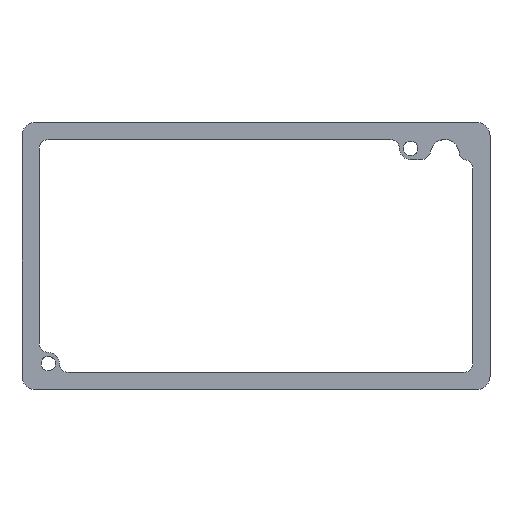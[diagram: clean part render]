
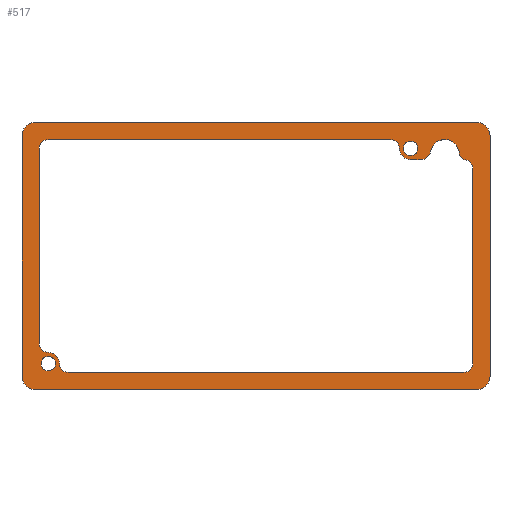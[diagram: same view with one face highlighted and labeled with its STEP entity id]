
A CAD part, top view. The second image highlights one B-rep face of the part: STEP entity #517.
In plain terms, the highlighted planar face has unit normal (0, 0, 1).
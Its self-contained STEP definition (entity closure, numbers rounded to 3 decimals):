
#18=FACE_BOUND('',#70,.T.);
#19=FACE_BOUND('',#71,.T.);
#20=FACE_BOUND('',#72,.T.);
#24=PLANE('',#567);
#38=FACE_OUTER_BOUND('',#69,.T.);
#69=EDGE_LOOP('',(#382,#383,#384,#385,#386,#387,#388,#389));
#70=EDGE_LOOP('',(#390,#391,#392,#393,#394,#395,#396,#397,#398,#399,#400,
#401,#402,#403,#404,#405));
#71=EDGE_LOOP('',(#406));
#72=EDGE_LOOP('',(#407));
#111=LINE('',#846,#153);
#112=LINE('',#850,#154);
#113=LINE('',#854,#155);
#114=LINE('',#857,#156);
#115=LINE('',#861,#157);
#116=LINE('',#865,#158);
#117=LINE('',#873,#159);
#118=LINE('',#877,#160);
#119=LINE('',#882,#161);
#153=VECTOR('',#672,99.);
#154=VECTOR('',#675,54.);
#155=VECTOR('',#678,99.);
#156=VECTOR('',#681,54.);
#157=VECTOR('',#684,43.76);
#158=VECTOR('',#687,88.71);
#159=VECTOR('',#694,43.76);
#160=VECTOR('',#697,76.78);
#161=VECTOR('',#702,2.398);
#183=CIRCLE('',#545,2.1);
#185=CIRCLE('',#548,3.25);
#201=CIRCLE('',#566,2.1);
#202=CIRCLE('',#568,3.);
#203=CIRCLE('',#569,3.);
#204=CIRCLE('',#570,3.);
#205=CIRCLE('',#571,3.);
#206=CIRCLE('',#572,2.);
#207=CIRCLE('',#573,2.);
#208=CIRCLE('',#574,2.);
#209=CIRCLE('',#575,2.5);
#210=CIRCLE('',#576,2.);
#211=CIRCLE('',#577,2.);
#212=CIRCLE('',#578,2.);
#213=CIRCLE('',#579,2.5);
#214=CIRCLE('',#580,1.625);
#215=CIRCLE('',#581,1.625);
#218=VERTEX_POINT('',#778);
#219=VERTEX_POINT('',#780);
#221=VERTEX_POINT('',#786);
#245=VERTEX_POINT('',#838);
#246=VERTEX_POINT('',#842);
#247=VERTEX_POINT('',#843);
#248=VERTEX_POINT('',#845);
#249=VERTEX_POINT('',#847);
#250=VERTEX_POINT('',#849);
#251=VERTEX_POINT('',#851);
#252=VERTEX_POINT('',#853);
#253=VERTEX_POINT('',#855);
#254=VERTEX_POINT('',#858);
#255=VERTEX_POINT('',#860);
#256=VERTEX_POINT('',#862);
#257=VERTEX_POINT('',#864);
#258=VERTEX_POINT('',#866);
#259=VERTEX_POINT('',#868);
#260=VERTEX_POINT('',#870);
#261=VERTEX_POINT('',#872);
#262=VERTEX_POINT('',#874);
#263=VERTEX_POINT('',#876);
#264=VERTEX_POINT('',#878);
#265=VERTEX_POINT('',#880);
#266=VERTEX_POINT('',#883);
#267=VERTEX_POINT('',#885);
#270=EDGE_CURVE('',#218,#219,#183,.T.);
#274=EDGE_CURVE('',#221,#218,#185,.T.);
#299=EDGE_CURVE('',#245,#221,#201,.T.);
#301=EDGE_CURVE('',#246,#247,#202,.T.);
#302=EDGE_CURVE('',#248,#246,#111,.T.);
#303=EDGE_CURVE('',#249,#248,#203,.T.);
#304=EDGE_CURVE('',#250,#249,#112,.T.);
#305=EDGE_CURVE('',#251,#250,#204,.T.);
#306=EDGE_CURVE('',#252,#251,#113,.T.);
#307=EDGE_CURVE('',#253,#252,#205,.T.);
#308=EDGE_CURVE('',#247,#253,#114,.T.);
#309=EDGE_CURVE('',#245,#254,#206,.T.);
#310=EDGE_CURVE('',#254,#255,#115,.T.);
#311=EDGE_CURVE('',#255,#256,#207,.T.);
#312=EDGE_CURVE('',#256,#257,#116,.T.);
#313=EDGE_CURVE('',#257,#258,#208,.T.);
#314=EDGE_CURVE('',#258,#259,#209,.T.);
#315=EDGE_CURVE('',#259,#260,#210,.T.);
#316=EDGE_CURVE('',#260,#261,#117,.T.);
#317=EDGE_CURVE('',#262,#261,#211,.T.);
#318=EDGE_CURVE('',#262,#263,#118,.T.);
#319=EDGE_CURVE('',#263,#264,#212,.T.);
#320=EDGE_CURVE('',#264,#265,#213,.T.);
#321=EDGE_CURVE('',#265,#219,#119,.T.);
#322=EDGE_CURVE('',#266,#266,#214,.T.);
#323=EDGE_CURVE('',#267,#267,#215,.T.);
#382=ORIENTED_EDGE('',*,*,#301,.F.);
#383=ORIENTED_EDGE('',*,*,#302,.F.);
#384=ORIENTED_EDGE('',*,*,#303,.F.);
#385=ORIENTED_EDGE('',*,*,#304,.F.);
#386=ORIENTED_EDGE('',*,*,#305,.F.);
#387=ORIENTED_EDGE('',*,*,#306,.F.);
#388=ORIENTED_EDGE('',*,*,#307,.F.);
#389=ORIENTED_EDGE('',*,*,#308,.F.);
#390=ORIENTED_EDGE('',*,*,#270,.F.);
#391=ORIENTED_EDGE('',*,*,#274,.F.);
#392=ORIENTED_EDGE('',*,*,#299,.F.);
#393=ORIENTED_EDGE('',*,*,#309,.T.);
#394=ORIENTED_EDGE('',*,*,#310,.T.);
#395=ORIENTED_EDGE('',*,*,#311,.T.);
#396=ORIENTED_EDGE('',*,*,#312,.T.);
#397=ORIENTED_EDGE('',*,*,#313,.T.);
#398=ORIENTED_EDGE('',*,*,#314,.T.);
#399=ORIENTED_EDGE('',*,*,#315,.T.);
#400=ORIENTED_EDGE('',*,*,#316,.T.);
#401=ORIENTED_EDGE('',*,*,#317,.F.);
#402=ORIENTED_EDGE('',*,*,#318,.T.);
#403=ORIENTED_EDGE('',*,*,#319,.T.);
#404=ORIENTED_EDGE('',*,*,#320,.T.);
#405=ORIENTED_EDGE('',*,*,#321,.T.);
#406=ORIENTED_EDGE('',*,*,#322,.T.);
#407=ORIENTED_EDGE('',*,*,#323,.T.);
#517=ADVANCED_FACE('',(#38,#18,#19,#20),#24,.T.);
#545=AXIS2_PLACEMENT_3D('',#781,#612,#613);
#548=AXIS2_PLACEMENT_3D('',#788,#620,#621);
#566=AXIS2_PLACEMENT_3D('',#839,#665,#666);
#567=AXIS2_PLACEMENT_3D('',#841,#668,#669);
#568=AXIS2_PLACEMENT_3D('',#844,#670,#671);
#569=AXIS2_PLACEMENT_3D('',#848,#673,#674);
#570=AXIS2_PLACEMENT_3D('',#852,#676,#677);
#571=AXIS2_PLACEMENT_3D('',#856,#679,#680);
#572=AXIS2_PLACEMENT_3D('',#859,#682,#683);
#573=AXIS2_PLACEMENT_3D('',#863,#685,#686);
#574=AXIS2_PLACEMENT_3D('',#867,#688,#689);
#575=AXIS2_PLACEMENT_3D('',#869,#690,#691);
#576=AXIS2_PLACEMENT_3D('',#871,#692,#693);
#577=AXIS2_PLACEMENT_3D('',#875,#695,#696);
#578=AXIS2_PLACEMENT_3D('',#879,#698,#699);
#579=AXIS2_PLACEMENT_3D('',#881,#700,#701);
#580=AXIS2_PLACEMENT_3D('',#884,#703,#704);
#581=AXIS2_PLACEMENT_3D('',#886,#705,#706);
#612=DIRECTION('center_axis',(0.,0.,-1.));
#613=DIRECTION('ref_axis',(0.,1.,0.));
#620=DIRECTION('center_axis',(0.,0.,1.));
#621=DIRECTION('ref_axis',(0.707,0.707,0.));
#665=DIRECTION('center_axis',(0.,0.,-1.));
#666=DIRECTION('ref_axis',(-0.484,-0.875,0.));
#668=DIRECTION('center_axis',(0.,0.,1.));
#669=DIRECTION('ref_axis',(1.,0.,0.));
#670=DIRECTION('center_axis',(0.,0.,-1.));
#671=DIRECTION('ref_axis',(-0.707,-0.707,0.));
#672=DIRECTION('',(-1.,0.,0.));
#673=DIRECTION('center_axis',(0.,0.,-1.));
#674=DIRECTION('ref_axis',(0.707,-0.707,0.));
#675=DIRECTION('',(0.,-1.,0.));
#676=DIRECTION('center_axis',(0.,0.,-1.));
#677=DIRECTION('ref_axis',(0.707,0.707,0.));
#678=DIRECTION('',(1.,0.,0.));
#679=DIRECTION('center_axis',(0.,0.,-1.));
#680=DIRECTION('ref_axis',(-0.707,0.707,0.));
#681=DIRECTION('',(0.,1.,0.));
#682=DIRECTION('center_axis',(0.,0.,-1.));
#683=DIRECTION('ref_axis',(-1.,0.,0.));
#684=DIRECTION('',(0.,-1.,0.));
#685=DIRECTION('center_axis',(0.,0.,-1.));
#686=DIRECTION('ref_axis',(0.,1.,0.));
#687=DIRECTION('',(-1.,0.,0.));
#688=DIRECTION('center_axis',(0.,0.,-1.));
#689=DIRECTION('ref_axis',(1.,0.,0.));
#690=DIRECTION('center_axis',(0.,0.,1.));
#691=DIRECTION('ref_axis',(1.,0.,0.));
#692=DIRECTION('center_axis',(0.,0.,-1.));
#693=DIRECTION('ref_axis',(1.,0.,0.));
#694=DIRECTION('',(0.,1.,0.));
#695=DIRECTION('center_axis',(0.,0.,1.));
#696=DIRECTION('ref_axis',(-0.707,0.707,0.));
#697=DIRECTION('',(1.,0.,0.));
#698=DIRECTION('center_axis',(0.,0.,-1.));
#699=DIRECTION('ref_axis',(-1.,0.,0.));
#700=DIRECTION('center_axis',(0.,0.,1.));
#701=DIRECTION('ref_axis',(-1.,0.,0.));
#702=DIRECTION('',(1.,0.,0.));
#703=DIRECTION('center_axis',(0.,0.,-1.));
#704=DIRECTION('ref_axis',(-1.,0.,0.));
#705=DIRECTION('center_axis',(0.,0.,-1.));
#706=DIRECTION('ref_axis',(-1.,0.,0.));
#778=CARTESIAN_POINT('',(3.871,1.266,3.));
#780=CARTESIAN_POINT('',(1.798,-0.5,3.));
#781=CARTESIAN_POINT('Origin',(1.798,1.6,3.));
#786=CARTESIAN_POINT('',(10.33,0.75,3.));
#788=CARTESIAN_POINT('Origin',(7.08,0.75,3.));
#838=CARTESIAN_POINT('',(11.33,-0.5,3.));
#839=CARTESIAN_POINT('Origin',(12.346,1.338,3.));
#841=CARTESIAN_POINT('Origin',(-35.275,-22.13,3.));
#842=CARTESIAN_POINT('',(-84.775,-52.13,3.));
#843=CARTESIAN_POINT('',(-87.775,-49.13,3.));
#844=CARTESIAN_POINT('Origin',(-84.775,-49.13,3.));
#845=CARTESIAN_POINT('',(14.225,-52.13,3.));
#846=CARTESIAN_POINT('',(17.225,-52.13,3.));
#847=CARTESIAN_POINT('',(17.225,-49.13,3.));
#848=CARTESIAN_POINT('Origin',(14.225,-49.13,3.));
#849=CARTESIAN_POINT('',(17.225,4.87,3.));
#850=CARTESIAN_POINT('',(17.225,7.87,3.));
#851=CARTESIAN_POINT('',(14.225,7.87,3.));
#852=CARTESIAN_POINT('Origin',(14.225,4.87,3.));
#853=CARTESIAN_POINT('',(-84.775,7.87,3.));
#854=CARTESIAN_POINT('',(-87.775,7.87,3.));
#855=CARTESIAN_POINT('',(-87.775,4.87,3.));
#856=CARTESIAN_POINT('Origin',(-84.775,4.87,3.));
#857=CARTESIAN_POINT('',(-87.775,-52.13,3.));
#858=CARTESIAN_POINT('',(13.33,-2.5,3.));
#859=CARTESIAN_POINT('Origin',(11.33,-2.5,3.));
#860=CARTESIAN_POINT('',(13.33,-46.26,3.));
#861=CARTESIAN_POINT('',(13.33,-12.315,3.));
#862=CARTESIAN_POINT('',(11.33,-48.26,3.));
#863=CARTESIAN_POINT('Origin',(11.33,-46.26,3.));
#864=CARTESIAN_POINT('',(-77.38,-48.26,3.));
#865=CARTESIAN_POINT('',(-11.973,-48.26,3.));
#866=CARTESIAN_POINT('',(-79.38,-46.26,3.));
#867=CARTESIAN_POINT('Origin',(-77.38,-46.26,3.));
#868=CARTESIAN_POINT('',(-81.88,-43.76,3.));
#869=CARTESIAN_POINT('Origin',(-81.88,-46.26,3.));
#870=CARTESIAN_POINT('',(-83.88,-41.76,3.));
#871=CARTESIAN_POINT('Origin',(-81.88,-41.76,3.));
#872=CARTESIAN_POINT('',(-83.88,2.,3.));
#873=CARTESIAN_POINT('',(-83.88,-31.945,3.));
#874=CARTESIAN_POINT('',(-81.88,4.,3.));
#875=CARTESIAN_POINT('Origin',(-81.88,2.,3.));
#876=CARTESIAN_POINT('',(-5.1,4.,3.));
#877=CARTESIAN_POINT('',(-59.578,4.,3.));
#878=CARTESIAN_POINT('',(-3.1,2.,3.));
#879=CARTESIAN_POINT('Origin',(-5.1,2.,3.));
#880=CARTESIAN_POINT('',(-0.6,-0.5,3.));
#881=CARTESIAN_POINT('Origin',(-0.6,2.,3.));
#882=CARTESIAN_POINT('',(-17.938,-0.5,3.));
#883=CARTESIAN_POINT('',(-80.255,-46.26,3.));
#884=CARTESIAN_POINT('Origin',(-81.88,-46.26,3.));
#885=CARTESIAN_POINT('',(1.025,2.,3.));
#886=CARTESIAN_POINT('Origin',(-0.6,2.,3.));
